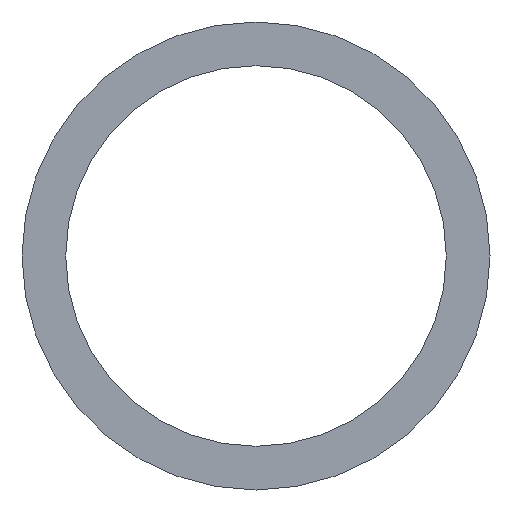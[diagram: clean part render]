
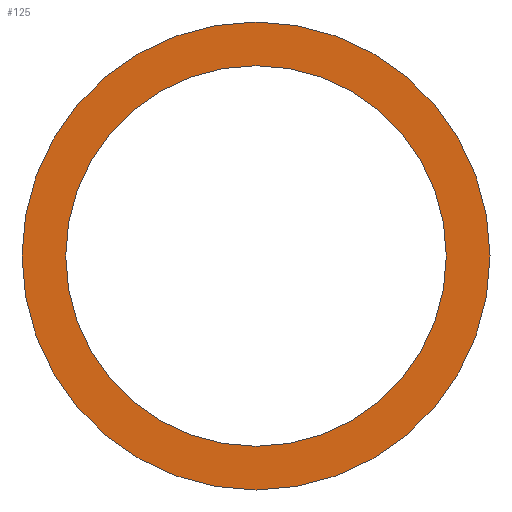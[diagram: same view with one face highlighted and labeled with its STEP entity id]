
A CAD part, front view. The second image highlights one B-rep face of the part: STEP entity #125.
In plain terms, the highlighted planar face has unit normal (0, -1, 0).
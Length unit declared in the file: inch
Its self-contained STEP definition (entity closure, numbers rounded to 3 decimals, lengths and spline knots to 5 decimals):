
#1 = CARTESIAN_POINT ( 'NONE',  ( 0., 0., 0. ) ) ;
#17 = AXIS2_PLACEMENT_3D ( 'NONE', #176, #127, #40 ) ;
#18 = EDGE_CURVE ( 'NONE', #184, #34, #219, .T. ) ;
#26 = DIRECTION ( 'NONE',  ( 0., 0., 1. ) ) ;
#31 = DIRECTION ( 'NONE',  ( 0., 1., 0. ) ) ;
#34 = VERTEX_POINT ( 'NONE', #50 ) ;
#40 = DIRECTION ( 'NONE',  ( 0., 0., 1. ) ) ;
#43 = DIRECTION ( 'NONE',  ( 0., 1., 0. ) ) ;
#44 = ORIENTED_EDGE ( 'NONE', *, *, #163, .F. ) ;
#50 = CARTESIAN_POINT ( 'NONE',  ( 0., 0., 0.15235 ) ) ;
#85 = VERTEX_POINT ( 'NONE', #89 ) ;
#89 = CARTESIAN_POINT ( 'NONE',  ( 0., 0., -0.18735 ) ) ;
#93 = CIRCLE ( 'NONE', #237, 0.18735 ) ;
#104 = DIRECTION ( 'NONE',  ( 0., 0., 1. ) ) ;
#120 = DIRECTION ( 'NONE',  ( 0., 1., 0. ) ) ;
#123 = PLANE ( 'NONE',  #212 ) ;
#125 = ADVANCED_FACE ( 'NONE', ( #147, #240 ), #123, .F. ) ;
#127 = DIRECTION ( 'NONE',  ( 0., 1., 0. ) ) ;
#139 = CARTESIAN_POINT ( 'NONE',  ( 0., 0., 0. ) ) ;
#143 = CARTESIAN_POINT ( 'NONE',  ( 0., 0., 0.18735 ) ) ;
#144 = VERTEX_POINT ( 'NONE', #143 ) ;
#147 = FACE_OUTER_BOUND ( 'NONE', #248, .T. ) ;
#156 = ORIENTED_EDGE ( 'NONE', *, *, #173, .T. ) ;
#162 = AXIS2_PLACEMENT_3D ( 'NONE', #217, #190, #26 ) ;
#163 = EDGE_CURVE ( 'NONE', #85, #144, #93, .T. ) ;
#164 = ORIENTED_EDGE ( 'NONE', *, *, #18, .T. ) ;
#173 = EDGE_CURVE ( 'NONE', #34, #184, #183, .T. ) ;
#176 = CARTESIAN_POINT ( 'NONE',  ( 0., 0., 0. ) ) ;
#177 = DIRECTION ( 'NONE',  ( 0., 0., 1. ) ) ;
#183 = CIRCLE ( 'NONE', #17, 0.15235 ) ;
#184 = VERTEX_POINT ( 'NONE', #239 ) ;
#188 = EDGE_CURVE ( 'NONE', #144, #85, #199, .T. ) ;
#190 = DIRECTION ( 'NONE',  ( 0., 1., 0. ) ) ;
#192 = CARTESIAN_POINT ( 'NONE',  ( 0., 0., 0. ) ) ;
#195 = DIRECTION ( 'NONE',  ( 0., 0., 1. ) ) ;
#199 = CIRCLE ( 'NONE', #252, 0.18735 ) ;
#209 = EDGE_LOOP ( 'NONE', ( #164, #156 ) ) ;
#211 = ORIENTED_EDGE ( 'NONE', *, *, #188, .F. ) ;
#212 = AXIS2_PLACEMENT_3D ( 'NONE', #1, #43, #177 ) ;
#217 = CARTESIAN_POINT ( 'NONE',  ( 0., 0., 0. ) ) ;
#219 = CIRCLE ( 'NONE', #162, 0.15235 ) ;
#237 = AXIS2_PLACEMENT_3D ( 'NONE', #192, #31, #195 ) ;
#239 = CARTESIAN_POINT ( 'NONE',  ( 0., 0., -0.15235 ) ) ;
#240 = FACE_BOUND ( 'NONE', #209, .T. ) ;
#248 = EDGE_LOOP ( 'NONE', ( #44, #211 ) ) ;
#252 = AXIS2_PLACEMENT_3D ( 'NONE', #139, #120, #104 ) ;
